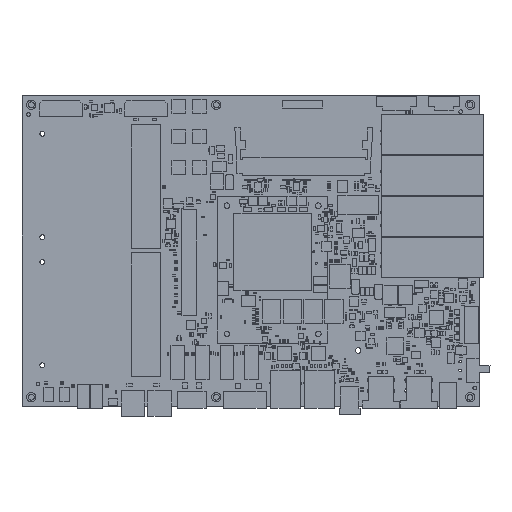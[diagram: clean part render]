
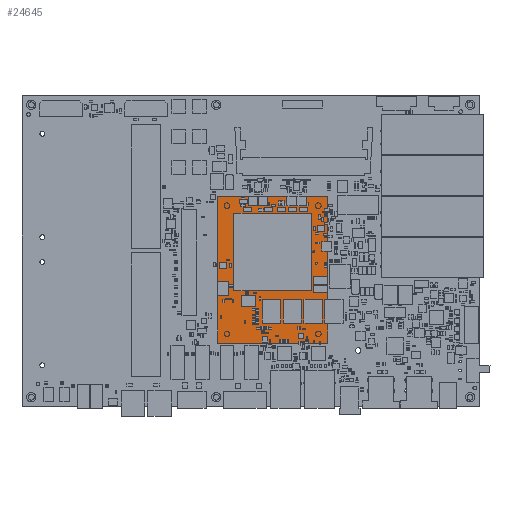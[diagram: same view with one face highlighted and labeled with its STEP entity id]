
A CAD part, top view. The second image highlights one B-rep face of the part: STEP entity #24645.
In plain terms, the highlighted planar face has unit normal (0, 0, 1).
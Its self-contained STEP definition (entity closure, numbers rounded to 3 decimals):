
#15023=FACE_OUTER_BOUND($,#17005,.F.);
#17005=EDGE_LOOP($,(#30163,#30164,#30165,#30166));
#21017=AXIS2_PLACEMENT_3D($,#57191,#46151,$);
#23305=PLANE($,#21017);
#24645=ADVANCED_FACE($,(#15023),#23305,.T.);
#30163=ORIENTED_EDGE($,*,*,#34798,.T.);
#30164=ORIENTED_EDGE($,*,*,#34799,.T.);
#30165=ORIENTED_EDGE($,*,*,#34800,.T.);
#30166=ORIENTED_EDGE($,*,*,#34801,.T.);
#34798=EDGE_CURVE($,#43229,#43230,#39890,.T.);
#34799=EDGE_CURVE($,#43230,#43231,#39891,.T.);
#34800=EDGE_CURVE($,#43231,#43232,#39892,.T.);
#34801=EDGE_CURVE($,#43232,#43229,#39893,.T.);
#37346=VECTOR($,#49357,60.152);
#37347=VECTOR($,#49358,80.152);
#37348=VECTOR($,#49359,60.152);
#37349=VECTOR($,#49360,80.152);
#39890=LINE($,#57190,#37346);
#39891=LINE($,#57191,#37347);
#39892=LINE($,#57192,#37348);
#39893=LINE($,#57193,#37349);
#43229=VERTEX_POINT($,#57190);
#43230=VERTEX_POINT($,#57191);
#43231=VERTEX_POINT($,#57192);
#43232=VERTEX_POINT($,#57193);
#46151=DIRECTION($,(0.,0.,1.));
#49357=DIRECTION($,(0.,1.,0.));
#49358=DIRECTION($,(1.,0.,0.));
#49359=DIRECTION($,(0.,-1.,0.));
#49360=DIRECTION($,(-1.,0.,0.));
#57190=CARTESIAN_POINT('',(-40.076,-30.076,0.025));
#57191=CARTESIAN_POINT('',(-40.076,30.076,0.025));
#57192=CARTESIAN_POINT('',(40.076,30.076,0.025));
#57193=CARTESIAN_POINT('',(40.076,-30.076,0.025));
